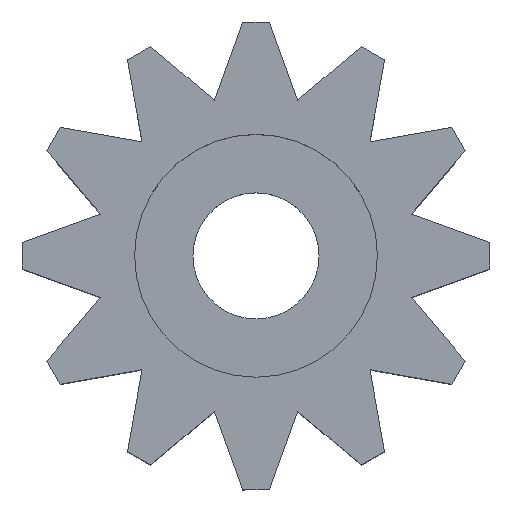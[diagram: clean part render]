
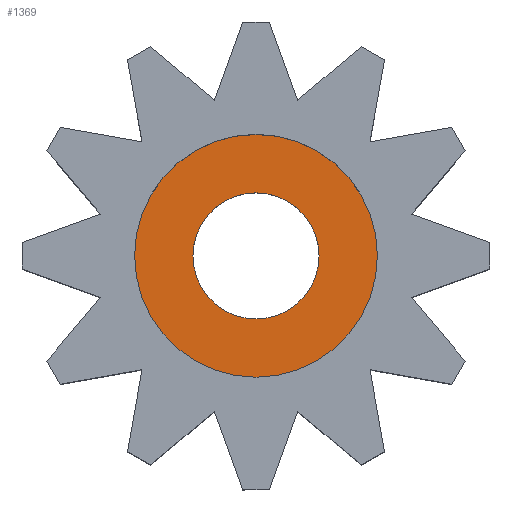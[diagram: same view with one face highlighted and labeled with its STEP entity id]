
A CAD part, top view. The second image highlights one B-rep face of the part: STEP entity #1369.
In plain terms, the highlighted planar face has unit normal (0, 0, 1).
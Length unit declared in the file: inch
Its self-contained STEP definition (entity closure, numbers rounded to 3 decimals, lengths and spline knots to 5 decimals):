
#23 = EDGE_LOOP ( 'NONE', ( #2142, #1461 ) ) ;
#113 = DIRECTION ( 'NONE',  ( 0., 0., 1. ) ) ;
#212 = DIRECTION ( 'NONE',  ( 1., 0., 0. ) ) ;
#269 = DIRECTION ( 'NONE',  ( 0., 0., 1. ) ) ;
#361 = CARTESIAN_POINT ( 'NONE',  ( 0.11375, 0., 0.045 ) ) ;
#424 = VERTEX_POINT ( 'NONE', #705 ) ;
#625 = DIRECTION ( 'NONE',  ( 0., 0., 1. ) ) ;
#648 = ORIENTED_EDGE ( 'NONE', *, *, #2676, .F. ) ;
#705 = CARTESIAN_POINT ( 'NONE',  ( -0.11375, 0., 0.045 ) ) ;
#897 = VERTEX_POINT ( 'NONE', #1878 ) ;
#970 = DIRECTION ( 'NONE',  ( 0., 0., 1. ) ) ;
#1087 = EDGE_LOOP ( 'NONE', ( #648, #2439 ) ) ;
#1257 = EDGE_CURVE ( 'NONE', #424, #1900, #1506, .T. ) ;
#1332 = CARTESIAN_POINT ( 'NONE',  ( 0., 0., 0.045 ) ) ;
#1369 = ADVANCED_FACE ( 'NONE', ( #2396, #1778 ), #2037, .T. ) ;
#1461 = ORIENTED_EDGE ( 'NONE', *, *, #1257, .T. ) ;
#1506 = CIRCLE ( 'NONE', #2689, 0.11375 ) ;
#1519 = CARTESIAN_POINT ( 'NONE',  ( 0., 0., 0.045 ) ) ;
#1582 = AXIS2_PLACEMENT_3D ( 'NONE', #3024, #1622, #212 ) ;
#1622 = DIRECTION ( 'NONE',  ( 0., 0., 1. ) ) ;
#1690 = EDGE_CURVE ( 'NONE', #897, #2526, #2065, .T. ) ;
#1694 = CARTESIAN_POINT ( 'NONE',  ( 0., 0., 0.045 ) ) ;
#1772 = DIRECTION ( 'NONE',  ( 1., 0., 0. ) ) ;
#1778 = FACE_OUTER_BOUND ( 'NONE', #23, .T. ) ;
#1878 = CARTESIAN_POINT ( 'NONE',  ( 0.05906, 0., 0.045 ) ) ;
#1900 = VERTEX_POINT ( 'NONE', #361 ) ;
#1931 = DIRECTION ( 'NONE',  ( 1., 0., 0. ) ) ;
#2037 = PLANE ( 'NONE',  #2905 ) ;
#2065 = CIRCLE ( 'NONE', #2607, 0.05906 ) ;
#2142 = ORIENTED_EDGE ( 'NONE', *, *, #2236, .T. ) ;
#2236 = EDGE_CURVE ( 'NONE', #1900, #424, #2562, .T. ) ;
#2241 = CARTESIAN_POINT ( 'NONE',  ( -0.05906, 0., 0.045 ) ) ;
#2280 = DIRECTION ( 'NONE',  ( 1., 0., 0. ) ) ;
#2317 = AXIS2_PLACEMENT_3D ( 'NONE', #2373, #970, #2601 ) ;
#2373 = CARTESIAN_POINT ( 'NONE',  ( 0., 0., 0.045 ) ) ;
#2396 = FACE_BOUND ( 'NONE', #1087, .T. ) ;
#2418 = CIRCLE ( 'NONE', #1582, 0.05906 ) ;
#2439 = ORIENTED_EDGE ( 'NONE', *, *, #1690, .F. ) ;
#2526 = VERTEX_POINT ( 'NONE', #2241 ) ;
#2562 = CIRCLE ( 'NONE', #2317, 0.11375 ) ;
#2601 = DIRECTION ( 'NONE',  ( 1., 0., 0. ) ) ;
#2607 = AXIS2_PLACEMENT_3D ( 'NONE', #1694, #269, #1931 ) ;
#2676 = EDGE_CURVE ( 'NONE', #2526, #897, #2418, .T. ) ;
#2689 = AXIS2_PLACEMENT_3D ( 'NONE', #1519, #113, #1772 ) ;
#2905 = AXIS2_PLACEMENT_3D ( 'NONE', #1332, #625, #2280 ) ;
#3024 = CARTESIAN_POINT ( 'NONE',  ( 0., 0., 0.045 ) ) ;
